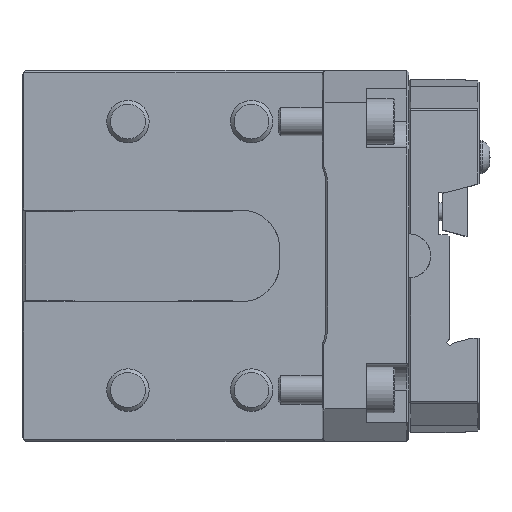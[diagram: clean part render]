
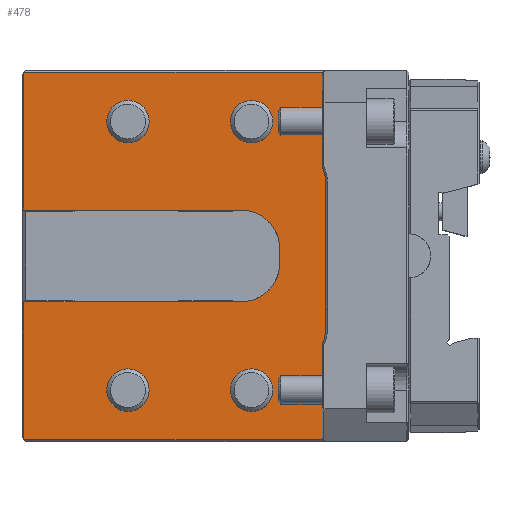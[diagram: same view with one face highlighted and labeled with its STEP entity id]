
A CAD part, top view. The second image highlights one B-rep face of the part: STEP entity #478.
In plain terms, the highlighted planar face has unit normal (0, 0, 1).
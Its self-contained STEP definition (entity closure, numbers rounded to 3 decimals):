
#45=FACE_BOUND('',#971,.T.);
#46=FACE_BOUND('',#972,.T.);
#47=FACE_BOUND('',#973,.T.);
#48=FACE_BOUND('',#974,.T.);
#49=FACE_BOUND('',#975,.T.);
#263=PLANE('',#4440);
#478=ADVANCED_FACE('',(#45,#46,#47,#48,#49),#263,.F.);
#971=EDGE_LOOP('',(#1701));
#972=EDGE_LOOP('',(#1702));
#973=EDGE_LOOP('',(#1703));
#974=EDGE_LOOP('',(#1704));
#975=EDGE_LOOP('',(#1705,#1706,#1707,#1708,#1709,#1710,#1711,#1712,#1713,
#1714,#1715,#1716,#1717,#1718,#1719,#1720,#1721,#1722));
#1240=CIRCLE('',#4390,11.);
#1241=CIRCLE('',#4393,11.);
#1244=CIRCLE('',#4428,11.);
#1245=CIRCLE('',#4431,11.);
#1246=CIRCLE('',#4436,6.);
#1247=CIRCLE('',#4437,6.);
#1248=CIRCLE('',#4438,6.);
#1249=CIRCLE('',#4439,6.);
#1701=ORIENTED_EDGE('',*,*,#3055,.T.);
#1702=ORIENTED_EDGE('',*,*,#3056,.T.);
#1703=ORIENTED_EDGE('',*,*,#3057,.T.);
#1704=ORIENTED_EDGE('',*,*,#3058,.T.);
#1705=ORIENTED_EDGE('',*,*,#3054,.F.);
#1706=ORIENTED_EDGE('',*,*,#3053,.T.);
#1707=ORIENTED_EDGE('',*,*,#3051,.F.);
#1708=ORIENTED_EDGE('',*,*,#3049,.F.);
#1709=ORIENTED_EDGE('',*,*,#3047,.F.);
#1710=ORIENTED_EDGE('',*,*,#3045,.T.);
#1711=ORIENTED_EDGE('',*,*,#3044,.F.);
#1712=ORIENTED_EDGE('',*,*,#3043,.T.);
#1713=ORIENTED_EDGE('',*,*,#3026,.T.);
#1714=ORIENTED_EDGE('',*,*,#3001,.T.);
#1715=ORIENTED_EDGE('',*,*,#2999,.T.);
#1716=ORIENTED_EDGE('',*,*,#2989,.T.);
#1717=ORIENTED_EDGE('',*,*,#2987,.T.);
#1718=ORIENTED_EDGE('',*,*,#2985,.T.);
#1719=ORIENTED_EDGE('',*,*,#2980,.T.);
#1720=ORIENTED_EDGE('',*,*,#3017,.T.);
#1721=ORIENTED_EDGE('',*,*,#3040,.T.);
#1722=ORIENTED_EDGE('',*,*,#2976,.T.);
#2480=VERTEX_POINT('',#5934);
#2483=VERTEX_POINT('',#5941);
#2492=VERTEX_POINT('',#5964);
#2495=VERTEX_POINT('',#5971);
#2504=VERTEX_POINT('',#6004);
#2570=VERTEX_POINT('',#6209);
#2573=VERTEX_POINT('',#6216);
#2574=VERTEX_POINT('',#6218);
#2575=VERTEX_POINT('',#6246);
#2577=VERTEX_POINT('',#6253);
#2579=VERTEX_POINT('',#6259);
#2584=VERTEX_POINT('',#6305);
#2592=VERTEX_POINT('',#6343);
#2597=VERTEX_POINT('',#6357);
#2603=VERTEX_POINT('',#6400);
#2604=VERTEX_POINT('',#6404);
#2605=VERTEX_POINT('',#6408);
#2606=VERTEX_POINT('',#6412);
#2607=VERTEX_POINT('',#6420);
#2608=VERTEX_POINT('',#6422);
#2609=VERTEX_POINT('',#6424);
#2610=VERTEX_POINT('',#6426);
#2976=EDGE_CURVE('',#2570,#2495,#3524,.T.);
#2980=EDGE_CURVE('',#2574,#2573,#3527,.T.);
#2985=EDGE_CURVE('',#2575,#2574,#1240,.T.);
#2987=EDGE_CURVE('',#2577,#2575,#3531,.T.);
#2989=EDGE_CURVE('',#2579,#2577,#1241,.T.);
#2999=EDGE_CURVE('',#2504,#2579,#3539,.T.);
#3001=EDGE_CURVE('',#2584,#2504,#3541,.T.);
#3017=EDGE_CURVE('',#2573,#2592,#3553,.T.);
#3026=EDGE_CURVE('',#2597,#2584,#3562,.T.);
#3040=EDGE_CURVE('',#2592,#2570,#3576,.T.);
#3043=EDGE_CURVE('',#2480,#2597,#3579,.T.);
#3044=EDGE_CURVE('',#2480,#2483,#3580,.T.);
#3045=EDGE_CURVE('',#2603,#2483,#3581,.T.);
#3047=EDGE_CURVE('',#2603,#2604,#1244,.T.);
#3049=EDGE_CURVE('',#2604,#2605,#3583,.T.);
#3051=EDGE_CURVE('',#2605,#2606,#1245,.T.);
#3053=EDGE_CURVE('',#2492,#2606,#3585,.T.);
#3054=EDGE_CURVE('',#2492,#2495,#3586,.T.);
#3055=EDGE_CURVE('',#2607,#2607,#1246,.T.);
#3056=EDGE_CURVE('',#2608,#2608,#1247,.T.);
#3057=EDGE_CURVE('',#2609,#2609,#1248,.T.);
#3058=EDGE_CURVE('',#2610,#2610,#1249,.T.);
#3524=LINE('',#6208,#3963);
#3527=LINE('',#6217,#3966);
#3531=LINE('',#6254,#3970);
#3539=LINE('',#6302,#3978);
#3541=LINE('',#6306,#3980);
#3553=LINE('',#6345,#3992);
#3562=LINE('',#6362,#4001);
#3576=LINE('',#6388,#4015);
#3579=LINE('',#6395,#4018);
#3580=LINE('',#6397,#4019);
#3581=LINE('',#6399,#4020);
#3583=LINE('',#6407,#4022);
#3585=LINE('',#6415,#4024);
#3586=LINE('',#6417,#4025);
#3963=VECTOR('',#4952,1.);
#3966=VECTOR('',#4959,1.);
#3970=VECTOR('',#4971,1.);
#3978=VECTOR('',#4997,1.);
#3980=VECTOR('',#5001,1.);
#3992=VECTOR('',#5027,1.);
#4001=VECTOR('',#5042,1.);
#4015=VECTOR('',#5072,1.);
#4018=VECTOR('',#5083,1.);
#4019=VECTOR('',#5086,1.);
#4020=VECTOR('',#5089,1.);
#4022=VECTOR('',#5099,1.);
#4024=VECTOR('',#5109,1.);
#4025=VECTOR('',#5112,1.);
#4390=AXIS2_PLACEMENT_3D('',#6250,#4966,#4967);
#4393=AXIS2_PLACEMENT_3D('',#6258,#4975,#4976);
#4428=AXIS2_PLACEMENT_3D('',#6403,#5094,#5095);
#4431=AXIS2_PLACEMENT_3D('',#6411,#5103,#5104);
#4436=AXIS2_PLACEMENT_3D('',#6419,#5115,#5116);
#4437=AXIS2_PLACEMENT_3D('',#6421,#5117,#5118);
#4438=AXIS2_PLACEMENT_3D('',#6423,#5119,#5120);
#4439=AXIS2_PLACEMENT_3D('',#6425,#5121,#5122);
#4440=AXIS2_PLACEMENT_3D('',#6427,#5123,#5124);
#4952=DIRECTION('',(1.,0.,0.));
#4959=DIRECTION('',(0.,1.,0.));
#4966=DIRECTION('',(0.,0.,1.));
#4967=DIRECTION('',(-1.,0.,0.));
#4971=DIRECTION('',(0.,1.,0.));
#4975=DIRECTION('',(0.,0.,1.));
#4976=DIRECTION('',(-1.,0.,0.));
#4997=DIRECTION('',(0.,1.,0.));
#5001=DIRECTION('',(1.,0.,0.));
#5027=DIRECTION('',(-1.,0.,0.));
#5042=DIRECTION('',(0.,-1.,0.));
#5072=DIRECTION('',(0.,-1.,0.));
#5083=DIRECTION('',(-1.,0.,0.));
#5086=DIRECTION('',(1.,0.,0.));
#5089=DIRECTION('',(-1.,0.,0.));
#5094=DIRECTION('',(0.,0.,1.));
#5095=DIRECTION('',(-1.,0.,0.));
#5099=DIRECTION('',(0.,1.,0.));
#5103=DIRECTION('',(0.,0.,1.));
#5104=DIRECTION('',(-1.,0.,0.));
#5109=DIRECTION('',(1.,0.,0.));
#5112=DIRECTION('',(-1.,0.,0.));
#5115=DIRECTION('',(0.,0.,-1.));
#5116=DIRECTION('',(-1.,0.,0.));
#5117=DIRECTION('',(0.,0.,-1.));
#5118=DIRECTION('',(-1.,0.,0.));
#5119=DIRECTION('',(0.,0.,-1.));
#5120=DIRECTION('',(-1.,0.,0.));
#5121=DIRECTION('',(0.,0.,-1.));
#5122=DIRECTION('',(-1.,0.,0.));
#5123=DIRECTION('',(0.,0.,-1.));
#5124=DIRECTION('',(-1.,0.,0.));
#5934=CARTESIAN_POINT('',(-67.7,-13.,0.));
#5941=CARTESIAN_POINT('',(-43.3,-13.,0.));
#5964=CARTESIAN_POINT('',(-43.3,13.,0.));
#5971=CARTESIAN_POINT('',(-67.7,13.,0.));
#6004=CARTESIAN_POINT('',(0.,-52.,0.));
#6208=CARTESIAN_POINT('',(0.,13.,0.));
#6209=CARTESIAN_POINT('',(-84.5,13.,0.));
#6216=CARTESIAN_POINT('',(0.,52.,0.));
#6217=CARTESIAN_POINT('',(0.,-52.5,0.));
#6218=CARTESIAN_POINT('',(0.,25.083,0.));
#6246=CARTESIAN_POINT('',(1.,20.5,0.));
#6250=CARTESIAN_POINT('',(-10.,20.5,0.));
#6253=CARTESIAN_POINT('',(1.,-20.5,0.));
#6254=CARTESIAN_POINT('',(1.,-20.5,0.));
#6258=CARTESIAN_POINT('',(-10.,-20.5,0.));
#6259=CARTESIAN_POINT('',(0.,-25.083,0.));
#6302=CARTESIAN_POINT('',(0.,-52.5,0.));
#6305=CARTESIAN_POINT('',(-84.5,-52.,0.));
#6306=CARTESIAN_POINT('',(0.,-52.,0.));
#6343=CARTESIAN_POINT('',(-84.5,52.,0.));
#6345=CARTESIAN_POINT('',(-84.,52.,0.));
#6357=CARTESIAN_POINT('',(-84.5,-13.,0.));
#6362=CARTESIAN_POINT('',(-84.5,-52.5,0.));
#6388=CARTESIAN_POINT('',(-84.5,-52.5,0.));
#6395=CARTESIAN_POINT('',(0.,-13.,0.));
#6397=CARTESIAN_POINT('',(-67.7,-13.,0.));
#6399=CARTESIAN_POINT('',(0.,-13.,0.));
#6400=CARTESIAN_POINT('',(-23.,-13.,0.));
#6403=CARTESIAN_POINT('',(-23.,-2.,0.));
#6404=CARTESIAN_POINT('',(-12.,-2.,0.));
#6407=CARTESIAN_POINT('',(-12.,-2.,0.));
#6408=CARTESIAN_POINT('',(-12.,2.,0.));
#6411=CARTESIAN_POINT('',(-23.,2.,0.));
#6412=CARTESIAN_POINT('',(-23.,13.,0.));
#6415=CARTESIAN_POINT('',(0.,13.,0.));
#6417=CARTESIAN_POINT('',(-43.3,13.,0.));
#6419=CARTESIAN_POINT('',(-55.,38.,0.));
#6420=CARTESIAN_POINT('',(-61.,38.,0.));
#6421=CARTESIAN_POINT('',(-20.,38.,0.));
#6422=CARTESIAN_POINT('',(-26.,38.,0.));
#6423=CARTESIAN_POINT('',(-20.,-38.,0.));
#6424=CARTESIAN_POINT('',(-26.,-38.,0.));
#6425=CARTESIAN_POINT('',(-55.,-38.,0.));
#6426=CARTESIAN_POINT('',(-61.,-38.,0.));
#6427=CARTESIAN_POINT('',(0.,-52.5,0.));
